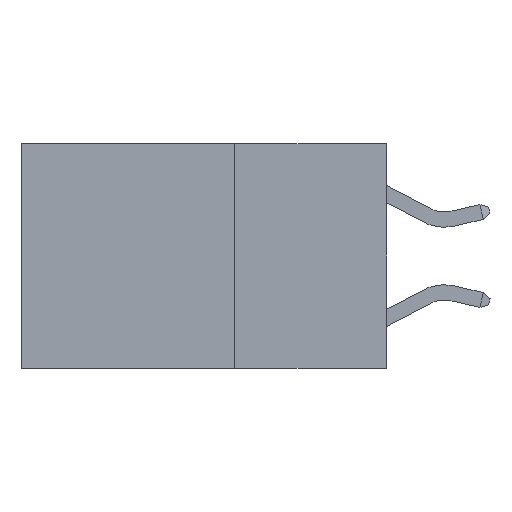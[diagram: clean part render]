
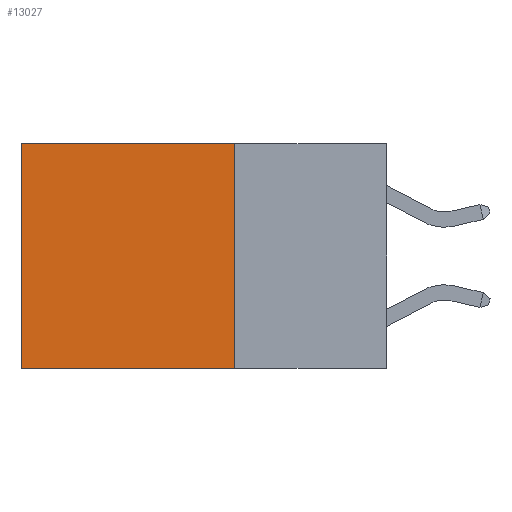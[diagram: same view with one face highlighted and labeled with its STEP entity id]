
A CAD part, left-side view. The second image highlights one B-rep face of the part: STEP entity #13027.
In plain terms, the highlighted planar face has unit normal (-1, 0, 0).
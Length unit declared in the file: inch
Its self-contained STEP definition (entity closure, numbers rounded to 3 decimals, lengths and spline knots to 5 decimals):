
#786 = VECTOR ( 'NONE', #1007, 39.37008 ) ;
#1007 = DIRECTION ( 'NONE',  ( 0., 1., 0. ) ) ;
#1221 = CARTESIAN_POINT ( 'NONE',  ( 0.2625, 0.6, 0. ) ) ;
#1982 = ORIENTED_EDGE ( 'NONE', *, *, #8995, .T. ) ;
#3220 = ORIENTED_EDGE ( 'NONE', *, *, #9440, .F. ) ;
#4085 = CARTESIAN_POINT ( 'NONE',  ( 0.2625, 0.25, 0. ) ) ;
#4551 = DIRECTION ( 'NONE',  ( 0., 1., 0. ) ) ;
#4933 = EDGE_LOOP ( 'NONE', ( #1982, #3220, #9481, #16203 ) ) ;
#6027 = LINE ( 'NONE', #11825, #9465 ) ;
#6146 = FACE_OUTER_BOUND ( 'NONE', #4933, .T. ) ;
#6282 = EDGE_CURVE ( 'NONE', #15588, #15851, #8579, .T. ) ;
#7102 = CARTESIAN_POINT ( 'NONE',  ( 0.2625, 0.25, -0.37 ) ) ;
#7150 = PLANE ( 'NONE',  #11390 ) ;
#8017 = CARTESIAN_POINT ( 'NONE',  ( 0.2625, 0.6, 0. ) ) ;
#8255 = CARTESIAN_POINT ( 'NONE',  ( 0.2625, 0.25, 0. ) ) ;
#8579 = LINE ( 'NONE', #8255, #786 ) ;
#8995 = EDGE_CURVE ( 'NONE', #15851, #9178, #17898, .T. ) ;
#9178 = VERTEX_POINT ( 'NONE', #11270 ) ;
#9295 = VERTEX_POINT ( 'NONE', #7102 ) ;
#9440 = EDGE_CURVE ( 'NONE', #9295, #9178, #6027, .T. ) ;
#9465 = VECTOR ( 'NONE', #4551, 39.37008 ) ;
#9481 = ORIENTED_EDGE ( 'NONE', *, *, #16832, .F. ) ;
#10103 = DIRECTION ( 'NONE',  ( 0., 0., -1. ) ) ;
#11050 = DIRECTION ( 'NONE',  ( 0., 0., -1. ) ) ;
#11270 = CARTESIAN_POINT ( 'NONE',  ( 0.2625, 0.6, -0.37 ) ) ;
#11390 = AXIS2_PLACEMENT_3D ( 'NONE', #17392, #18876, #10103 ) ;
#11825 = CARTESIAN_POINT ( 'NONE',  ( 0.2625, 0.25, -0.37 ) ) ;
#13027 = ADVANCED_FACE ( 'NONE', ( #6146 ), #7150, .F. ) ;
#14015 = VECTOR ( 'NONE', #18278, 39.37008 ) ;
#15429 = CARTESIAN_POINT ( 'NONE',  ( 0.2625, 0.25, 0. ) ) ;
#15588 = VERTEX_POINT ( 'NONE', #4085 ) ;
#15851 = VERTEX_POINT ( 'NONE', #1221 ) ;
#15870 = VECTOR ( 'NONE', #11050, 39.37008 ) ;
#16203 = ORIENTED_EDGE ( 'NONE', *, *, #6282, .T. ) ;
#16793 = LINE ( 'NONE', #15429, #15870 ) ;
#16832 = EDGE_CURVE ( 'NONE', #15588, #9295, #16793, .T. ) ;
#17392 = CARTESIAN_POINT ( 'NONE',  ( 0.2625, 0.25, 0. ) ) ;
#17898 = LINE ( 'NONE', #8017, #14015 ) ;
#18278 = DIRECTION ( 'NONE',  ( 0., 0., -1. ) ) ;
#18876 = DIRECTION ( 'NONE',  ( 1., 0., 0. ) ) ;
